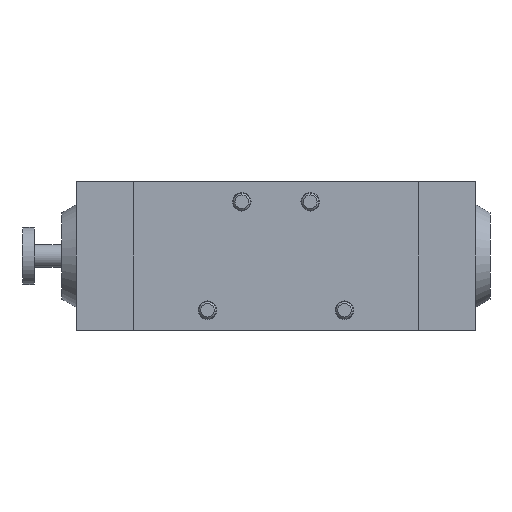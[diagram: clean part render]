
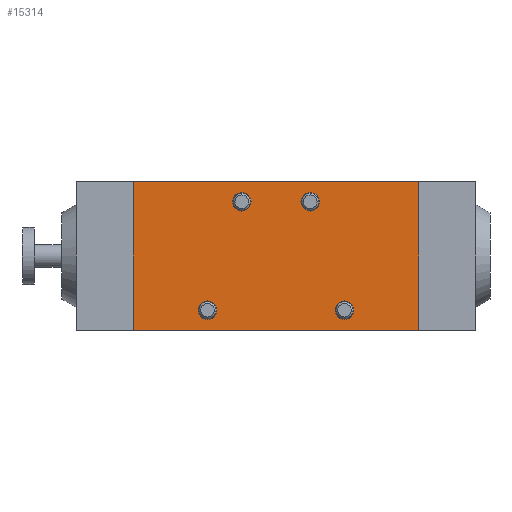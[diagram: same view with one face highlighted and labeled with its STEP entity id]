
A CAD part, front view. The second image highlights one B-rep face of the part: STEP entity #15314.
In plain terms, the highlighted planar face has unit normal (0, -1, 0).
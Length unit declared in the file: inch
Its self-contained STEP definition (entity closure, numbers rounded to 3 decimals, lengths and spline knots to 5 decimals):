
#159 = EDGE_CURVE ( 'NONE', #22718, #7286, #11897, .T. ) ;
#180 = EDGE_LOOP ( 'NONE', ( #22083, #17662 ) ) ;
#316 = CIRCLE ( 'NONE', #3718, 0.12795 ) ;
#452 = CARTESIAN_POINT ( 'NONE',  ( 0.47244, 0., 0.87598 ) ) ;
#580 = ORIENTED_EDGE ( 'NONE', *, *, #4627, .T. ) ;
#660 = AXIS2_PLACEMENT_3D ( 'NONE', #3400, #23630, #9546 ) ;
#706 = VECTOR ( 'NONE', #3503, 39.37008 ) ;
#858 = CARTESIAN_POINT ( 'NONE',  ( -1.9685, 0., -1.02362 ) ) ;
#884 = EDGE_CURVE ( 'NONE', #16911, #12851, #13230, .T. ) ;
#1076 = DIRECTION ( 'NONE',  ( 0., 0., 1. ) ) ;
#1377 = ORIENTED_EDGE ( 'NONE', *, *, #159, .T. ) ;
#2237 = ORIENTED_EDGE ( 'NONE', *, *, #12214, .T. ) ;
#2325 = VERTEX_POINT ( 'NONE', #12572 ) ;
#2382 = DIRECTION ( 'NONE',  ( 0., 0., 1. ) ) ;
#2488 = VERTEX_POINT ( 'NONE', #7320 ) ;
#2654 = ORIENTED_EDGE ( 'NONE', *, *, #12533, .F. ) ;
#2985 = CARTESIAN_POINT ( 'NONE',  ( -0.94488, 0., -0.74803 ) ) ;
#3400 = CARTESIAN_POINT ( 'NONE',  ( -1.9685, 0., -1.02362 ) ) ;
#3503 = DIRECTION ( 'NONE',  ( 1., 0., 0. ) ) ;
#3528 = EDGE_LOOP ( 'NONE', ( #10955, #8376 ) ) ;
#3718 = AXIS2_PLACEMENT_3D ( 'NONE', #2985, #20803, #23352 ) ;
#3771 = AXIS2_PLACEMENT_3D ( 'NONE', #15220, #19092, #23125 ) ;
#3831 = CARTESIAN_POINT ( 'NONE',  ( 0.47244, 0., 0.74803 ) ) ;
#3832 = AXIS2_PLACEMENT_3D ( 'NONE', #21008, #18997, #20618 ) ;
#3926 = DIRECTION ( 'NONE',  ( 0., 1., 0. ) ) ;
#4627 = EDGE_CURVE ( 'NONE', #12851, #16911, #16842, .T. ) ;
#5280 = AXIS2_PLACEMENT_3D ( 'NONE', #12909, #15330, #6601 ) ;
#5362 = VERTEX_POINT ( 'NONE', #16032 ) ;
#5466 = ORIENTED_EDGE ( 'NONE', *, *, #15462, .T. ) ;
#5528 = LINE ( 'NONE', #13709, #706 ) ;
#6340 = EDGE_CURVE ( 'NONE', #2325, #7953, #15635, .T. ) ;
#6601 = DIRECTION ( 'NONE',  ( 0., 0., -1. ) ) ;
#6859 = AXIS2_PLACEMENT_3D ( 'NONE', #7027, #19094, #12816 ) ;
#7027 = CARTESIAN_POINT ( 'NONE',  ( -0.94488, 0., -0.74803 ) ) ;
#7277 = EDGE_CURVE ( 'NONE', #5362, #15184, #316, .T. ) ;
#7286 = VERTEX_POINT ( 'NONE', #13177 ) ;
#7320 = CARTESIAN_POINT ( 'NONE',  ( 1.9685, 0., -1.02362 ) ) ;
#7481 = DIRECTION ( 'NONE',  ( 0., 0., -1. ) ) ;
#7953 = VERTEX_POINT ( 'NONE', #452 ) ;
#7995 = CARTESIAN_POINT ( 'NONE',  ( -0.47244, 0., 0.87598 ) ) ;
#8104 = DIRECTION ( 'NONE',  ( 0., 1., 0. ) ) ;
#8376 = ORIENTED_EDGE ( 'NONE', *, *, #23734, .T. ) ;
#9351 = EDGE_LOOP ( 'NONE', ( #23379, #580 ) ) ;
#9546 = DIRECTION ( 'NONE',  ( 0., 0., -1. ) ) ;
#9815 = FACE_OUTER_BOUND ( 'NONE', #21888, .T. ) ;
#9910 = CARTESIAN_POINT ( 'NONE',  ( 0.94488, 0., -0.87598 ) ) ;
#10290 = LINE ( 'NONE', #14469, #13636 ) ;
#10917 = VERTEX_POINT ( 'NONE', #858 ) ;
#10955 = ORIENTED_EDGE ( 'NONE', *, *, #7277, .T. ) ;
#10997 = AXIS2_PLACEMENT_3D ( 'NONE', #3831, #8104, #20687 ) ;
#11494 = EDGE_CURVE ( 'NONE', #20844, #25208, #12420, .T. ) ;
#11897 = CIRCLE ( 'NONE', #3771, 0.12795 ) ;
#12214 = EDGE_CURVE ( 'NONE', #10917, #2488, #5528, .T. ) ;
#12420 = LINE ( 'NONE', #21089, #13140 ) ;
#12533 = EDGE_CURVE ( 'NONE', #10917, #20844, #15543, .T. ) ;
#12572 = CARTESIAN_POINT ( 'NONE',  ( 0.47244, 0., 0.62008 ) ) ;
#12816 = DIRECTION ( 'NONE',  ( 0., 0., -1. ) ) ;
#12851 = VERTEX_POINT ( 'NONE', #17632 ) ;
#12884 = EDGE_CURVE ( 'NONE', #7953, #2325, #24293, .T. ) ;
#12909 = CARTESIAN_POINT ( 'NONE',  ( 0.94488, 0., -0.74803 ) ) ;
#13140 = VECTOR ( 'NONE', #17096, 39.37008 ) ;
#13177 = CARTESIAN_POINT ( 'NONE',  ( -0.47244, 0., 0.62008 ) ) ;
#13230 = CIRCLE ( 'NONE', #3832, 0.12795 ) ;
#13539 = CARTESIAN_POINT ( 'NONE',  ( -1.9685, 0., -1.02362 ) ) ;
#13636 = VECTOR ( 'NONE', #2382, 39.37008 ) ;
#13709 = CARTESIAN_POINT ( 'NONE',  ( -1.9685, 0., -1.02362 ) ) ;
#13933 = CARTESIAN_POINT ( 'NONE',  ( 0.47244, 0., 0.74803 ) ) ;
#14304 = CARTESIAN_POINT ( 'NONE',  ( -0.94488, 0., -0.62008 ) ) ;
#14390 = CARTESIAN_POINT ( 'NONE',  ( -0.47244, 0., 0.74803 ) ) ;
#14469 = CARTESIAN_POINT ( 'NONE',  ( 1.9685, 0., -1.02362 ) ) ;
#15184 = VERTEX_POINT ( 'NONE', #14304 ) ;
#15220 = CARTESIAN_POINT ( 'NONE',  ( -0.47244, 0., 0.74803 ) ) ;
#15314 = ADVANCED_FACE ( 'NONE', ( #15466, #15594, #17735, #24037, #9815 ), #21767, .F. ) ;
#15330 = DIRECTION ( 'NONE',  ( 0., 1., 0. ) ) ;
#15462 = EDGE_CURVE ( 'NONE', #7286, #22718, #17750, .T. ) ;
#15466 = FACE_BOUND ( 'NONE', #25909, .T. ) ;
#15543 = LINE ( 'NONE', #13539, #15699 ) ;
#15594 = FACE_BOUND ( 'NONE', #180, .T. ) ;
#15635 = CIRCLE ( 'NONE', #20772, 0.12795 ) ;
#15699 = VECTOR ( 'NONE', #1076, 39.37008 ) ;
#15931 = DIRECTION ( 'NONE',  ( 0., 1., 0. ) ) ;
#16032 = CARTESIAN_POINT ( 'NONE',  ( -0.94488, 0., -0.87598 ) ) ;
#16842 = CIRCLE ( 'NONE', #5280, 0.12795 ) ;
#16911 = VERTEX_POINT ( 'NONE', #9910 ) ;
#17096 = DIRECTION ( 'NONE',  ( 1., 0., 0. ) ) ;
#17632 = CARTESIAN_POINT ( 'NONE',  ( 0.94488, 0., -0.62008 ) ) ;
#17662 = ORIENTED_EDGE ( 'NONE', *, *, #12884, .T. ) ;
#17735 = FACE_BOUND ( 'NONE', #3528, .T. ) ;
#17750 = CIRCLE ( 'NONE', #26313, 0.12795 ) ;
#18997 = DIRECTION ( 'NONE',  ( 0., 1., 0. ) ) ;
#19092 = DIRECTION ( 'NONE',  ( 0., 1., 0. ) ) ;
#19094 = DIRECTION ( 'NONE',  ( 0., 1., 0. ) ) ;
#20256 = DIRECTION ( 'NONE',  ( 0., 0., -1. ) ) ;
#20618 = DIRECTION ( 'NONE',  ( 0., 0., -1. ) ) ;
#20624 = EDGE_CURVE ( 'NONE', #2488, #25208, #10290, .T. ) ;
#20687 = DIRECTION ( 'NONE',  ( 0., 0., -1. ) ) ;
#20772 = AXIS2_PLACEMENT_3D ( 'NONE', #13933, #15931, #7481 ) ;
#20803 = DIRECTION ( 'NONE',  ( 0., 1., 0. ) ) ;
#20844 = VERTEX_POINT ( 'NONE', #25807 ) ;
#21008 = CARTESIAN_POINT ( 'NONE',  ( 0.94488, 0., -0.74803 ) ) ;
#21089 = CARTESIAN_POINT ( 'NONE',  ( -1.9685, 0., 1.02362 ) ) ;
#21233 = ORIENTED_EDGE ( 'NONE', *, *, #20624, .T. ) ;
#21767 = PLANE ( 'NONE',  #660 ) ;
#21888 = EDGE_LOOP ( 'NONE', ( #21233, #26392, #2654, #2237 ) ) ;
#22083 = ORIENTED_EDGE ( 'NONE', *, *, #6340, .T. ) ;
#22718 = VERTEX_POINT ( 'NONE', #7995 ) ;
#23125 = DIRECTION ( 'NONE',  ( 0., 0., -1. ) ) ;
#23352 = DIRECTION ( 'NONE',  ( 0., 0., -1. ) ) ;
#23379 = ORIENTED_EDGE ( 'NONE', *, *, #884, .T. ) ;
#23630 = DIRECTION ( 'NONE',  ( 0., 1., 0. ) ) ;
#23734 = EDGE_CURVE ( 'NONE', #15184, #5362, #26109, .T. ) ;
#24037 = FACE_BOUND ( 'NONE', #9351, .T. ) ;
#24293 = CIRCLE ( 'NONE', #10997, 0.12795 ) ;
#24728 = CARTESIAN_POINT ( 'NONE',  ( 1.9685, 0., 1.02362 ) ) ;
#25208 = VERTEX_POINT ( 'NONE', #24728 ) ;
#25807 = CARTESIAN_POINT ( 'NONE',  ( -1.9685, 0., 1.02362 ) ) ;
#25909 = EDGE_LOOP ( 'NONE', ( #5466, #1377 ) ) ;
#26109 = CIRCLE ( 'NONE', #6859, 0.12795 ) ;
#26313 = AXIS2_PLACEMENT_3D ( 'NONE', #14390, #3926, #20256 ) ;
#26392 = ORIENTED_EDGE ( 'NONE', *, *, #11494, .F. ) ;
